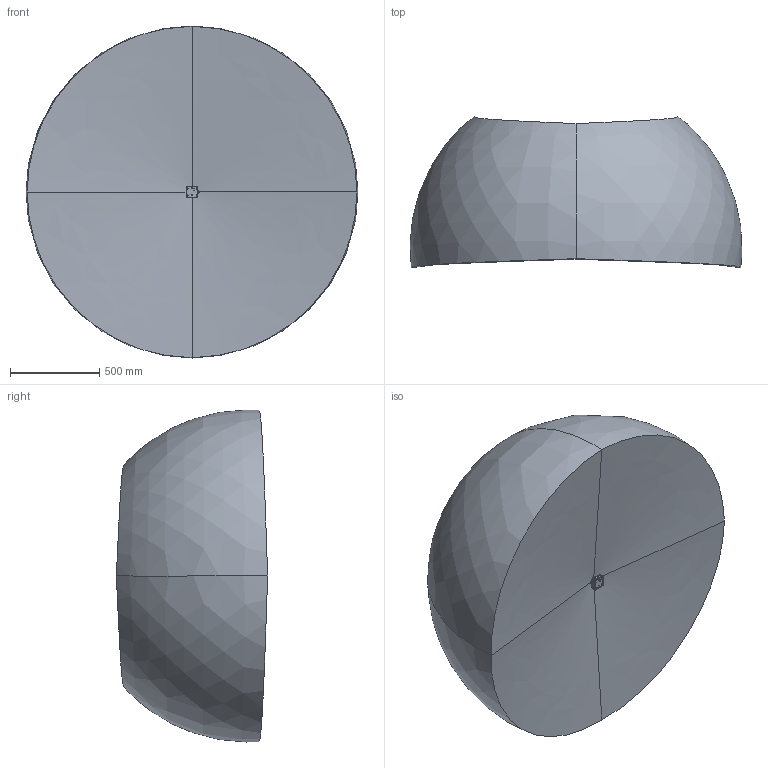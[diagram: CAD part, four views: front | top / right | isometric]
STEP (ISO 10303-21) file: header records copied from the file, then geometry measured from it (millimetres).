
FILE_DESCRIPTION((''),'2;1');
FILE_NAME('MID-360-ASM_ASM','2023-01-11T11:16:30',('dale.chen'),(''),'CREO PARAMETRIC BY PTC INC, 2019164','CREO PARAMETRIC BY PTC INC, 2019164','');
FILE_SCHEMA(('CONFIG_CONTROL_DESIGN','SHAPE_APPEARANCE_LAYERS_GROUPS'));
Products named in the file (10): MID-360_4_1_1; MID-360_4_2_1; MID-360_4_3_2; MID-360_4_4_1; MID-360_4_5_1; MID-360_4_6_1; MID-360_4_7_1; MID-360_4_ASM_2_ASM; RECEIVE_FOV_MOVE_2; MID-360-ASM_ASM
Assembly tree (9 placements, depth 3):
  MID-360-ASM_ASM
    MID-360_4_ASM_2_ASM
      MID-360_4_1_1
      MID-360_4_2_1
      MID-360_4_3_2
      MID-360_4_4_1
      MID-360_4_5_1
      MID-360_4_6_1
      MID-360_4_7_1
    RECEIVE_FOV_MOVE_2
Bounding box: 1857.27 x 846.7 x 1858.13 mm (x, y, z)
Volume: 1450999889.1 mm3; surface area: 9162206.1 mm2
Topology: 8 solids, 24 shells, 1727 faces, 4699 edges, 3032 vertices
Faces by surface type: cylinder 577, plane 461, bspline 330, cone 192, torus 137, extrusion 24, sphere 6
Entity records: 102740 total; most frequent: CARTESIAN_POINT 51754, ORIENTED_EDGE 9233, DIRECTION 7480, EDGE_CURVE 4651, VERTEX_POINT 3032, AXIS2_PLACEMENT_3D 2945, PRESENTATION_STYLE_ASSIGNMENT 2519, STYLED_ITEM 2519
